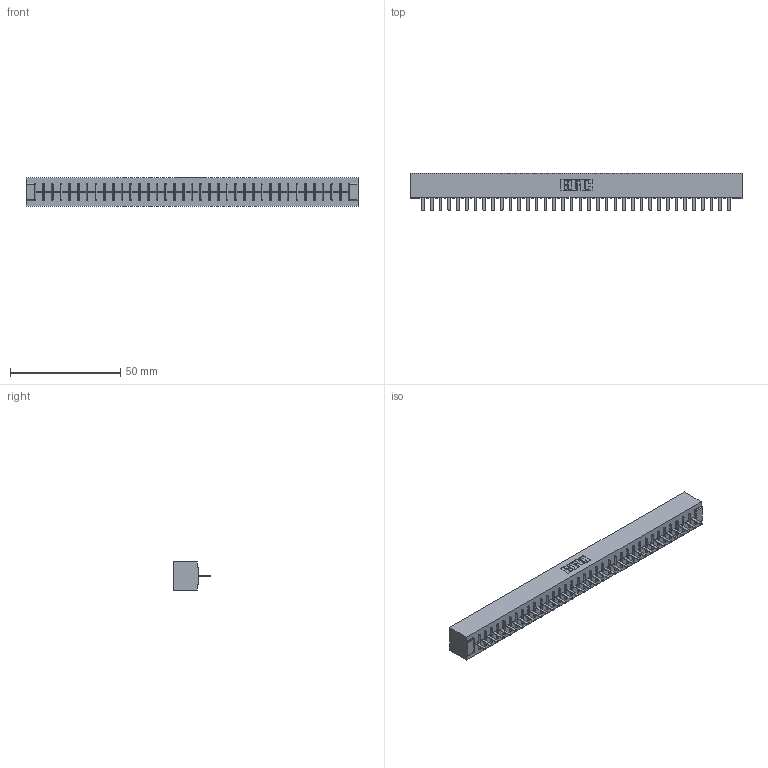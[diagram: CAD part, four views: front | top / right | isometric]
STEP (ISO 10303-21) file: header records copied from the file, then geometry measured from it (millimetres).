
FILE_DESCRIPTION (( 'STEP AP203' ), '1' );
FILE_NAME ('356-036-420-101.STEP', '2020-09-23T22:47:53', ( '' ), ( '' ), 'SwSTEP 2.0', 'SolidWorks 2020', '' );
FILE_SCHEMA (( 'CONFIG_CONTROL_DESIGN' ));
Length unit declared in the file: inch
Products named in the file (3): 356-036-420-101; 306-290-001_120; 306 Part_No Mounting
Assembly tree (37 placements, depth 2):
  356-036-420-101
    306 Part_No Mounting
    306-290-001_120  x36
Bounding box: 150.52 x 17.12 x 12.7 mm (x, y, z)
Volume: 17174.7 mm3; surface area: 17722.9 mm2
Topology: 37 solids, 37 shells, 2628 faces, 7384 edges, 4728 vertices
Faces by surface type: plane 1756, cylinder 728, sphere 144
Entity records: 34027 total; most frequent: CARTESIAN_POINT 5711, ORIENTED_EDGE 5660, DIRECTION 5632, EDGE_CURVE 2830, VECTOR 2214, LINE 2214, VERTEX_POINT 1788, AXIS2_PLACEMENT_3D 1709
